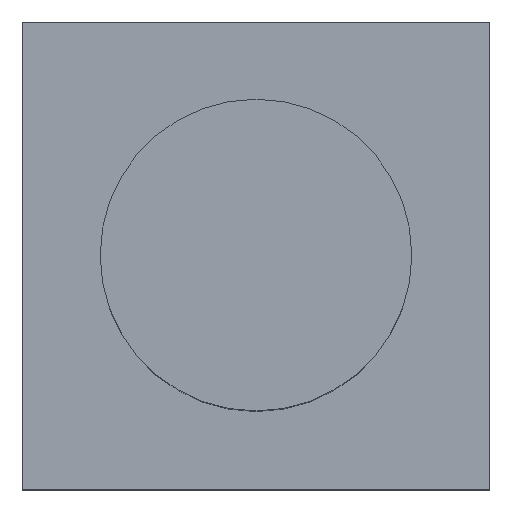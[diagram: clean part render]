
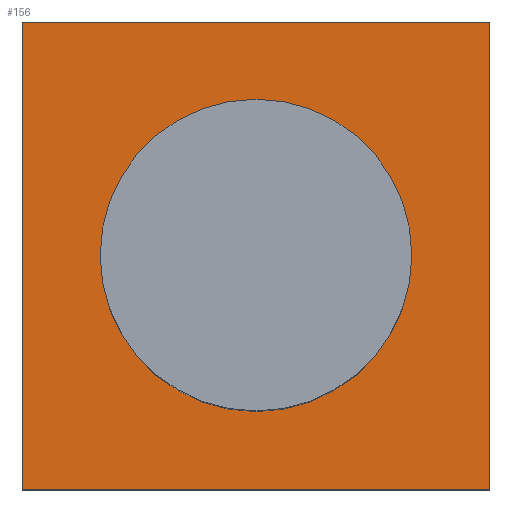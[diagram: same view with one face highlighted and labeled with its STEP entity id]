
A CAD part, top view. The second image highlights one B-rep face of the part: STEP entity #156.
In plain terms, the highlighted planar face has unit normal (0, 0, 1).
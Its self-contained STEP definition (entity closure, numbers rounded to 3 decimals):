
#16=FACE_BOUND('',#46,.T.);
#24=PLANE('',#184);
#34=FACE_OUTER_BOUND('',#45,.T.);
#45=EDGE_LOOP('',(#140,#141,#142,#143));
#46=EDGE_LOOP('',(#144));
#53=LINE('',#250,#67);
#56=LINE('',#255,#70);
#58=LINE('',#259,#72);
#59=LINE('',#261,#73);
#67=VECTOR('',#205,10.);
#70=VECTOR('',#210,10.);
#72=VECTOR('',#214,10.);
#73=VECTOR('',#217,10.);
#78=CIRCLE('',#182,2.5);
#85=VERTEX_POINT('',#247);
#86=VERTEX_POINT('',#249);
#87=VERTEX_POINT('',#253);
#88=VERTEX_POINT('',#257);
#90=VERTEX_POINT('',#265);
#99=EDGE_CURVE('',#85,#86,#53,.T.);
#102=EDGE_CURVE('',#87,#85,#56,.T.);
#104=EDGE_CURVE('',#88,#87,#58,.T.);
#105=EDGE_CURVE('',#86,#88,#59,.T.);
#108=EDGE_CURVE('',#90,#90,#78,.T.);
#140=ORIENTED_EDGE('',*,*,#105,.F.);
#141=ORIENTED_EDGE('',*,*,#99,.F.);
#142=ORIENTED_EDGE('',*,*,#102,.F.);
#143=ORIENTED_EDGE('',*,*,#104,.F.);
#144=ORIENTED_EDGE('',*,*,#108,.T.);
#156=ADVANCED_FACE('',(#34,#16),#24,.F.);
#182=AXIS2_PLACEMENT_3D('',#267,#223,#224);
#184=AXIS2_PLACEMENT_3D('',#269,#227,#228);
#205=DIRECTION('',(0.,1.,0.));
#210=DIRECTION('',(-1.,0.,0.));
#214=DIRECTION('',(0.,-1.,0.));
#217=DIRECTION('',(1.,0.,0.));
#223=DIRECTION('center_axis',(0.,0.,-1.));
#224=DIRECTION('ref_axis',(-1.,0.,0.));
#227=DIRECTION('center_axis',(0.,0.,-1.));
#228=DIRECTION('ref_axis',(-1.,0.,0.));
#247=CARTESIAN_POINT('',(42.986,133.739,-3.));
#249=CARTESIAN_POINT('',(42.986,141.239,-3.));
#250=CARTESIAN_POINT('',(42.986,135.614,-3.));
#253=CARTESIAN_POINT('',(50.486,133.739,-3.));
#255=CARTESIAN_POINT('',(48.611,133.739,-3.));
#257=CARTESIAN_POINT('',(50.486,141.239,-3.));
#259=CARTESIAN_POINT('',(50.486,139.364,-3.));
#261=CARTESIAN_POINT('',(44.861,141.239,-3.));
#265=CARTESIAN_POINT('',(49.236,137.489,-3.));
#267=CARTESIAN_POINT('Origin',(46.736,137.489,-3.));
#269=CARTESIAN_POINT('Origin',(46.736,137.489,-3.));
